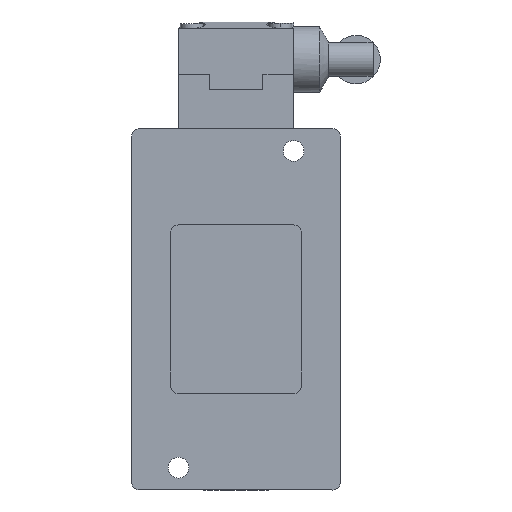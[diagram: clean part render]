
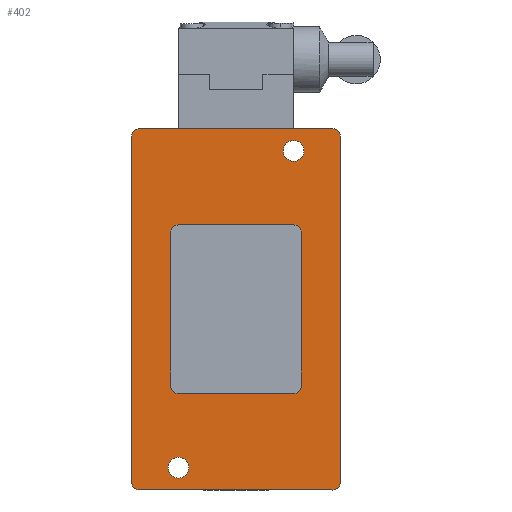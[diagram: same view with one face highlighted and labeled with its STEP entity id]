
A CAD part, front view. The second image highlights one B-rep face of the part: STEP entity #402.
In plain terms, the highlighted planar face has unit normal (0, -1, 0).
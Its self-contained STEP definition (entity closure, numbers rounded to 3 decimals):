
#402=ADVANCED_FACE('FACE102',(#880,#881,#882,#883),#884,.T.);
#880=FACE_BOUND('',#1437,.T.);
#881=FACE_BOUND('',#1438,.T.);
#882=FACE_BOUND('',#1439,.T.);
#883=FACE_OUTER_BOUND('',#1440,.T.);
#884=PLANE('',#1441);
#1437=EDGE_LOOP('',(#2508,#2509,#2510,#2511,#2512,#2513,#2514,#2515));
#1438=EDGE_LOOP('',(#2516,#2517));
#1439=EDGE_LOOP('',(#2518,#2519));
#1440=EDGE_LOOP('',(#2520,#2521,#2522,#2523,#2524,#2525,#2526,#2527));
#1441=AXIS2_PLACEMENT_3D('',#2528,#2529,#2530);
#2508=ORIENTED_EDGE('',*,*,#3461,.T.);
#2509=ORIENTED_EDGE('',*,*,#3458,.T.);
#2510=ORIENTED_EDGE('',*,*,#3455,.T.);
#2511=ORIENTED_EDGE('',*,*,#3452,.T.);
#2512=ORIENTED_EDGE('',*,*,#3449,.T.);
#2513=ORIENTED_EDGE('',*,*,#3446,.T.);
#2514=ORIENTED_EDGE('',*,*,#3443,.T.);
#2515=ORIENTED_EDGE('',*,*,#3440,.T.);
#2516=ORIENTED_EDGE('',*,*,#3495,.T.);
#2517=ORIENTED_EDGE('',*,*,#3497,.T.);
#2518=ORIENTED_EDGE('',*,*,#3487,.T.);
#2519=ORIENTED_EDGE('',*,*,#3489,.T.);
#2520=ORIENTED_EDGE('',*,*,#3479,.T.);
#2521=ORIENTED_EDGE('',*,*,#3482,.T.);
#2522=ORIENTED_EDGE('',*,*,#3465,.T.);
#2523=ORIENTED_EDGE('',*,*,#3601,.T.);
#2524=ORIENTED_EDGE('',*,*,#3603,.T.);
#2525=ORIENTED_EDGE('',*,*,#3604,.T.);
#2526=ORIENTED_EDGE('',*,*,#3470,.T.);
#2527=ORIENTED_EDGE('',*,*,#3475,.T.);
#2528=CARTESIAN_POINT('',(0.,-27.178,59.817));
#2529=DIRECTION('',(0.0,-1.0,0.0));
#2530=DIRECTION('',(0.0,0.0,-1.0));
#3440=EDGE_CURVE('EDGE134',#4140,#4138,#4141,.T.);
#3443=EDGE_CURVE('EDGE136',#4144,#4140,#4145,.T.);
#3446=EDGE_CURVE('EDGE138',#4148,#4144,#4149,.T.);
#3449=EDGE_CURVE('EDGE140',#4152,#4148,#4153,.T.);
#3452=EDGE_CURVE('EDGE142',#4156,#4152,#4157,.T.);
#3455=EDGE_CURVE('EDGE144',#4160,#4156,#4161,.T.);
#3458=EDGE_CURVE('EDGE146',#4164,#4160,#4165,.T.);
#3461=EDGE_CURVE('EDGE148',#4138,#4164,#4168,.T.);
#3465=EDGE_CURVE('EDGE151',#4175,#4173,#4176,.T.);
#3470=EDGE_CURVE('EDGE155',#4184,#4182,#4185,.T.);
#3475=EDGE_CURVE('EDGE159',#4182,#4190,#4192,.T.);
#3479=EDGE_CURVE('EDGE162',#4190,#4196,#4198,.T.);
#3482=EDGE_CURVE('EDGE164',#4196,#4175,#4201,.T.);
#3487=EDGE_CURVE('EDGE168',#4204,#4208,#4210,.T.);
#3489=EDGE_CURVE('EDGE169',#4208,#4204,#4212,.T.);
#3495=EDGE_CURVE('EDGE174',#4216,#4220,#4222,.T.);
#3497=EDGE_CURVE('EDGE175',#4220,#4216,#4224,.T.);
#3601=EDGE_CURVE('EDGE251',#4173,#4372,#4374,.T.);
#3603=EDGE_CURVE('EDGE252',#4372,#4376,#4377,.T.);
#3604=EDGE_CURVE('EDGE253',#4376,#4184,#4378,.T.);
#4138=VERTEX_POINT('VERTEX87',#5087);
#4140=VERTEX_POINT('VERTEX88',#5090);
#4141=LINE('',#5091,#5092);
#4144=VERTEX_POINT('VERTEX89',#5096);
#4145=CIRCLE('',#5097,2.54);
#4148=VERTEX_POINT('VERTEX90',#5101);
#4149=LINE('',#5102,#5103);
#4152=VERTEX_POINT('VERTEX91',#5107);
#4153=CIRCLE('',#5108,2.54);
#4156=VERTEX_POINT('VERTEX92',#5112);
#4157=LINE('',#5113,#5114);
#4160=VERTEX_POINT('VERTEX93',#5118);
#4161=CIRCLE('',#5119,2.54);
#4164=VERTEX_POINT('VERTEX94',#5123);
#4165=LINE('',#5124,#5125);
#4168=CIRCLE('',#5129,2.54);
#4173=VERTEX_POINT('VERTEX97',#5135);
#4175=VERTEX_POINT('VERTEX98',#5138);
#4176=LINE('',#5139,#5140);
#4182=VERTEX_POINT('VERTEX101',#5148);
#4184=VERTEX_POINT('VERTEX102',#5151);
#4185=LINE('',#5152,#5153);
#4190=VERTEX_POINT('VERTEX104',#5159);
#4192=CIRCLE('',#5162,2.54);
#4196=VERTEX_POINT('VERTEX106',#5167);
#4198=LINE('',#5170,#5171);
#4201=CIRCLE('',#5174,2.54);
#4204=VERTEX_POINT('VERTEX108',#5177);
#4208=VERTEX_POINT('VERTEX110',#5182);
#4210=CIRCLE('',#5185,3.429);
#4212=CIRCLE('',#5187,3.429);
#4216=VERTEX_POINT('VERTEX112',#5191);
#4220=VERTEX_POINT('VERTEX114',#5196);
#4222=CIRCLE('',#5199,3.429);
#4224=CIRCLE('',#5201,3.429);
#4372=VERTEX_POINT('VERTEX160',#5403);
#4374=CIRCLE('',#5406,2.54);
#4376=VERTEX_POINT('VERTEX161',#5408);
#4377=LINE('',#5409,#5410);
#4378=CIRCLE('',#5411,2.54);
#5087=CARTESIAN_POINT('',(21.59,-27.178,34.417));
#5090=CARTESIAN_POINT('',(21.59,-27.178,85.217));
#5091=CARTESIAN_POINT('',(21.59,-27.178,47.117));
#5092=VECTOR('',#6191,25.4);
#5096=CARTESIAN_POINT('',(19.05,-27.178,87.757));
#5097=AXIS2_PLACEMENT_3D('',#6193,#6194,#6195);
#5101=CARTESIAN_POINT('',(-19.05,-27.178,87.757));
#5102=CARTESIAN_POINT('',(9.525,-27.178,87.757));
#5103=VECTOR('',#6197,25.4);
#5107=CARTESIAN_POINT('',(-21.59,-27.178,85.217));
#5108=AXIS2_PLACEMENT_3D('',#6199,#6200,#6201);
#5112=CARTESIAN_POINT('',(-21.59,-27.178,34.417));
#5113=CARTESIAN_POINT('',(-21.59,-27.178,72.517));
#5114=VECTOR('',#6203,25.4);
#5118=CARTESIAN_POINT('',(-19.05,-27.178,31.877));
#5119=AXIS2_PLACEMENT_3D('',#6205,#6206,#6207);
#5123=CARTESIAN_POINT('',(19.05,-27.178,31.877));
#5124=CARTESIAN_POINT('',(0.,-27.178,31.877));
#5125=VECTOR('',#6209,25.4);
#5129=AXIS2_PLACEMENT_3D('',#6211,#6212,#6213);
#5135=CARTESIAN_POINT('',(34.544,-27.178,117.094));
#5138=CARTESIAN_POINT('',(34.544,-27.178,2.54));
#5139=CARTESIAN_POINT('',(34.544,-27.178,2.54));
#5140=VECTOR('',#6216,25.4);
#5148=CARTESIAN_POINT('',(-34.544,-27.178,2.54));
#5151=CARTESIAN_POINT('',(-34.544,-27.178,117.094));
#5152=CARTESIAN_POINT('',(-34.544,-27.178,117.094));
#5153=VECTOR('',#6220,25.4);
#5159=CARTESIAN_POINT('',(-32.004,-27.178,0.));
#5162=AXIS2_PLACEMENT_3D('',#6226,#6227,#6228);
#5167=CARTESIAN_POINT('',(32.004,-27.178,0.0));
#5170=CARTESIAN_POINT('',(0.0,-27.178,0.0));
#5171=VECTOR('',#6231,25.4);
#5174=AXIS2_PLACEMENT_3D('',#6235,#6236,#6237);
#5177=CARTESIAN_POINT('',(22.479,-27.178,112.268));
#5182=CARTESIAN_POINT('',(15.621,-27.178,112.268));
#5185=AXIS2_PLACEMENT_3D('',#6243,#6244,#6245);
#5187=AXIS2_PLACEMENT_3D('',#6246,#6247,#6248);
#5191=CARTESIAN_POINT('',(-15.621,-27.178,7.366));
#5196=CARTESIAN_POINT('',(-22.479,-27.178,7.366));
#5199=AXIS2_PLACEMENT_3D('',#6257,#6258,#6259);
#5201=AXIS2_PLACEMENT_3D('',#6260,#6261,#6262);
#5403=CARTESIAN_POINT('',(32.004,-27.178,119.634));
#5406=AXIS2_PLACEMENT_3D('',#6378,#6379,#6380);
#5408=CARTESIAN_POINT('',(-32.004,-27.178,119.634));
#5409=CARTESIAN_POINT('',(32.004,-27.178,119.634));
#5410=VECTOR('',#6381,25.4);
#5411=AXIS2_PLACEMENT_3D('',#6382,#6383,#6384);
#6191=DIRECTION('',(0.,0.0,-1.0));
#6193=CARTESIAN_POINT('',(19.05,-27.178,85.217));
#6194=DIRECTION('',(-0.0,1.0,0.0));
#6195=DIRECTION('',(1.0,0.0,0.));
#6197=DIRECTION('',(1.0,0.0,0.0));
#6199=CARTESIAN_POINT('',(-19.05,-27.178,85.217));
#6200=DIRECTION('',(0.0,1.0,0.0));
#6201=DIRECTION('',(0.,0.0,1.0));
#6203=DIRECTION('',(0.,0.0,1.0));
#6205=CARTESIAN_POINT('',(-19.05,-27.178,34.417));
#6206=DIRECTION('',(0.0,1.0,0.0));
#6207=DIRECTION('',(-1.0,0.0,0.));
#6209=DIRECTION('',(-1.0,0.0,0.0));
#6211=CARTESIAN_POINT('',(19.05,-27.178,34.417));
#6212=DIRECTION('',(0.0,1.0,0.0));
#6213=DIRECTION('',(0.,0.0,-1.0));
#6216=DIRECTION('',(0.,0.0,1.0));
#6220=DIRECTION('',(0.,0.0,-1.0));
#6226=CARTESIAN_POINT('',(-32.004,-27.178,2.54));
#6227=DIRECTION('',(0.0,-1.0,-0.0));
#6228=DIRECTION('',(-1.0,0.0,0.));
#6231=DIRECTION('',(1.0,0.0,0.0));
#6235=CARTESIAN_POINT('',(32.004,-27.178,2.54));
#6236=DIRECTION('',(0.0,-1.0,0.0));
#6237=DIRECTION('',(0.,0.0,-1.0));
#6243=CARTESIAN_POINT('',(19.05,-27.178,112.268));
#6244=DIRECTION('',(-0.0,1.0,0.0));
#6245=DIRECTION('',(1.0,0.0,0.0));
#6246=CARTESIAN_POINT('',(19.05,-27.178,112.268));
#6247=DIRECTION('',(-0.0,1.0,0.0));
#6248=DIRECTION('',(1.0,0.0,0.0));
#6257=CARTESIAN_POINT('',(-19.05,-27.178,7.366));
#6258=DIRECTION('',(-0.0,1.0,0.0));
#6259=DIRECTION('',(1.0,0.0,0.0));
#6260=CARTESIAN_POINT('',(-19.05,-27.178,7.366));
#6261=DIRECTION('',(-0.0,1.0,0.0));
#6262=DIRECTION('',(1.0,0.0,0.0));
#6378=CARTESIAN_POINT('',(32.004,-27.178,117.094));
#6379=DIRECTION('',(0.0,-1.0,0.0));
#6380=DIRECTION('',(1.0,0.0,0.));
#6381=DIRECTION('',(-1.0,0.0,0.0));
#6382=CARTESIAN_POINT('',(-32.004,-27.178,117.094));
#6383=DIRECTION('',(0.0,-1.0,0.0));
#6384=DIRECTION('',(0.,0.0,1.0));
